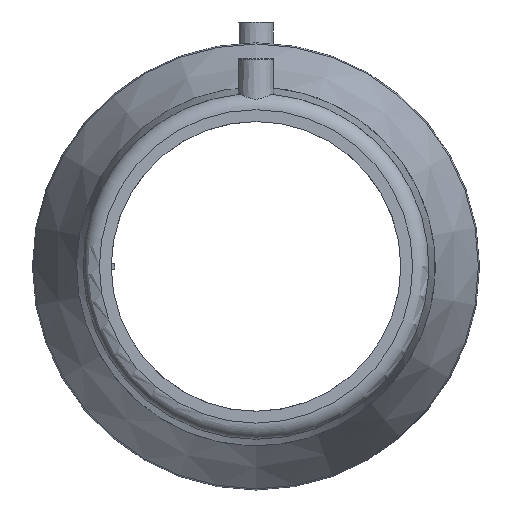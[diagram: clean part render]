
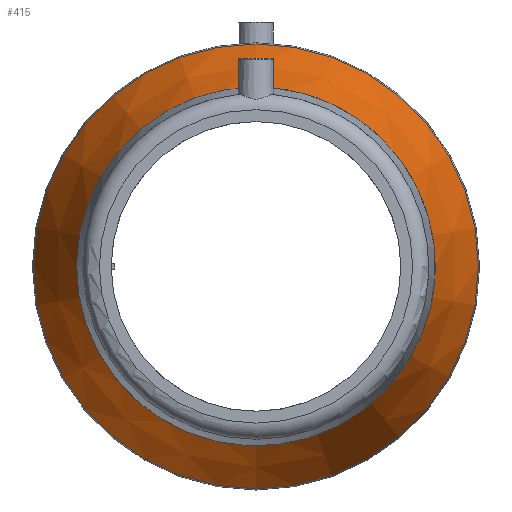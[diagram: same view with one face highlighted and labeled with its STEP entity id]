
A CAD part, left-side view. The second image highlights one B-rep face of the part: STEP entity #415.
In plain terms, the highlighted conical face has half-angle 21.882 degrees and reference radius 123.5 mm.
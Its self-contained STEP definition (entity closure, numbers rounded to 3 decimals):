
#77=CIRCLE('',#472,99.);
#78=CIRCLE('',#473,122.852);
#113=ORIENTED_EDGE('',*,*,#201,.F.);
#114=ORIENTED_EDGE('',*,*,#202,.T.);
#201=EDGE_CURVE('',#245,#245,#77,.T.);
#202=EDGE_CURVE('',#246,#246,#78,.T.);
#245=VERTEX_POINT('',#727);
#246=VERTEX_POINT('',#729);
#286=EDGE_LOOP('',(#113));
#287=EDGE_LOOP('',(#114));
#350=FACE_BOUND('',#286,.T.);
#351=FACE_BOUND('',#287,.T.);
#406=CONICAL_SURFACE('',#471,123.5,0.382);
#415=ADVANCED_FACE('',(#350,#351),#406,.T.);
#471=AXIS2_PLACEMENT_3D('',#725,#551,#552);
#472=AXIS2_PLACEMENT_3D('',#726,#553,#554);
#473=AXIS2_PLACEMENT_3D('',#728,#555,#556);
#551=DIRECTION('',(1.,0.,0.));
#552=DIRECTION('',(0.,0.,-1.));
#553=DIRECTION('',(-1.,0.,0.));
#554=DIRECTION('',(0.,0.,1.));
#555=DIRECTION('',(-1.,0.,0.));
#556=DIRECTION('',(0.,0.,1.));
#725=CARTESIAN_POINT('',(30.5,0.,0.));
#726=CARTESIAN_POINT('',(-30.5,0.,0.));
#727=CARTESIAN_POINT('',(-30.5,0.,99.));
#728=CARTESIAN_POINT('',(28.886,0.,0.));
#729=CARTESIAN_POINT('',(28.886,0.,122.852));
